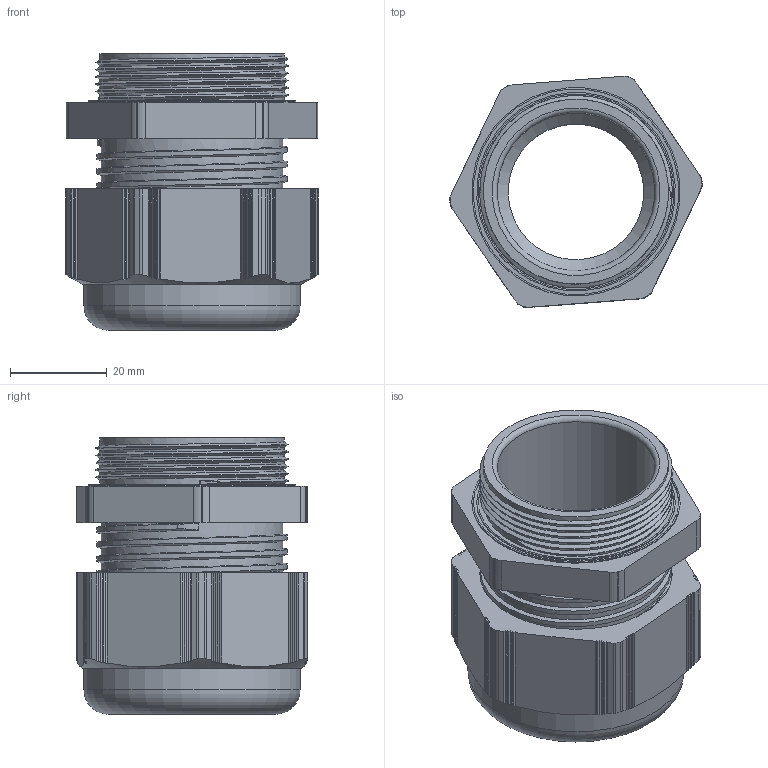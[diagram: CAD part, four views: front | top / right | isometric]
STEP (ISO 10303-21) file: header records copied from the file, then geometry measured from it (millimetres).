
FILE_DESCRIPTION(/* description */ ('Euro-Top Polyamide M 40'),/* implementation_level */ '2;1');
FILE_NAME(/* name */ '11084540-RST.stp',/* time_stamp */ '2016-08-17T12:27:03+02:00',/* author */ ('SL'),/* organization */ (''),/* preprocessor_version */ 'ST-DEVELOPER v15.2',/* originating_system */ 'Autodesk Inventor 2014',/* authorisation */ '');
FILE_SCHEMA (('AUTOMOTIVE_DESIGN { 1 0 10303 214 3 1 1 }'));
Length unit declared in the file: millimetre
Products named in the file (4): Euro-Top-08-1-BT-0001-11084540; Euro-Top-08-1-BT-0002-11084540; Euro-Top-08-1-BT-0003-11084540; Euro-Top-08-1-BG-0001-11084540
Assembly tree (3 placements, depth 2):
  Euro-Top-08-1-BG-0001-11084540
    Euro-Top-08-1-BT-0001-11084540
    Euro-Top-08-1-BT-0002-11084540
    Euro-Top-08-1-BT-0003-11084540
Bounding box: 52.1 x 47.73 x 57 mm (x, y, z)
Volume: 41904.9 mm3; surface area: 30785.4 mm2
Topology: 3 solids, 3 shells, 447 faces, 1278 edges, 848 vertices
Faces by surface type: plane 261, cylinder 123, torus 29, cone 28, bspline 6
Full cylindrical faces by diameter (mm): 27.97 x1, 28.16 x1, 28.2 x1, 32 x1, 32.56 x1, 32.85 x1, 36.25 x1, 37.47 x5, 37.7 x1, 38.158 x6, 39.7 x6, 40.37 x1, 40.97 x1, 42.4 x1, 43 x1, 44.68 x1
Entity records: 26305 total; most frequent: CARTESIAN_POINT 15534, ORIENTED_EDGE 2406, DIRECTION 2089, EDGE_CURVE 1203, VERTEX_POINT 815, AXIS2_PLACEMENT_3D 751, LINE 587, VECTOR 587
